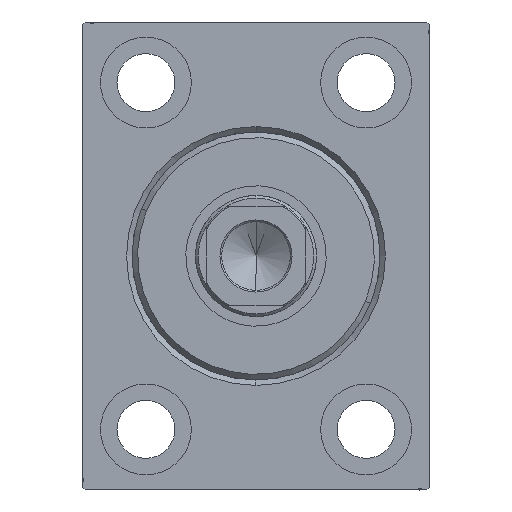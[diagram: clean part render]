
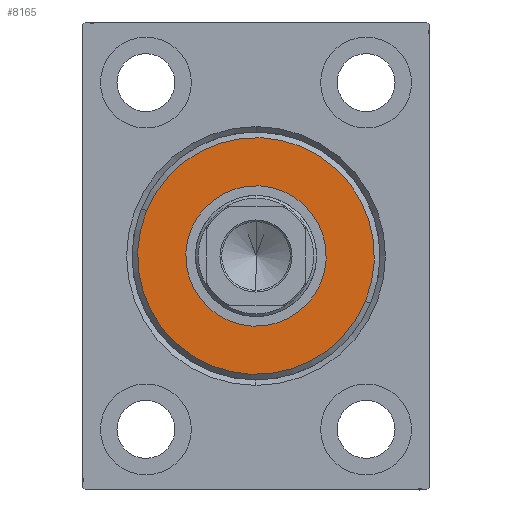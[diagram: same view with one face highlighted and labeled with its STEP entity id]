
A CAD part, left-side view. The second image highlights one B-rep face of the part: STEP entity #8165.
In plain terms, the highlighted face is planar.
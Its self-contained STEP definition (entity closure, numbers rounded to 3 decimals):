
#1246 = VERTEX_POINT ( 'NONE', #12880 ) ;
#1608 = ORIENTED_EDGE ( 'NONE', *, *, #41135, .T. ) ;
#1798 = AXIS2_PLACEMENT_3D ( 'NONE', #13119, #37500, #40876 ) ;
#4623 = CIRCLE ( 'NONE', #15425, 21.5 ) ;
#6618 = DIRECTION ( 'NONE',  ( -1., 0., 0. ) ) ;
#7941 = DIRECTION ( 'NONE',  ( -1., 0., 0. ) ) ;
#8165 = ADVANCED_FACE ( 'NONE', ( #26606, #36978 ), #31732, .T. ) ;
#10639 = DIRECTION ( 'NONE',  ( 1., 0., 0. ) ) ;
#11312 = DIRECTION ( 'NONE',  ( 0., 0., -1. ) ) ;
#12880 = CARTESIAN_POINT ( 'NONE',  ( 3., 0., 21.5 ) ) ;
#13119 = CARTESIAN_POINT ( 'NONE',  ( 3., 0., 0. ) ) ;
#13238 = CARTESIAN_POINT ( 'NONE',  ( 3., 0., -12.75 ) ) ;
#13491 = CIRCLE ( 'NONE', #19248, 12.75 ) ;
#14254 = DIRECTION ( 'NONE',  ( 0., 0., -1. ) ) ;
#14268 = CARTESIAN_POINT ( 'NONE',  ( 3., 0., 0. ) ) ;
#15264 = EDGE_LOOP ( 'NONE', ( #1608, #26403 ) ) ;
#15425 = AXIS2_PLACEMENT_3D ( 'NONE', #41557, #10639, #14254 ) ;
#17493 = EDGE_LOOP ( 'NONE', ( #17846, #28119 ) ) ;
#17846 = ORIENTED_EDGE ( 'NONE', *, *, #33928, .T. ) ;
#19248 = AXIS2_PLACEMENT_3D ( 'NONE', #23776, #6618, #20605 ) ;
#20605 = DIRECTION ( 'NONE',  ( 0., 0., -1. ) ) ;
#21850 = AXIS2_PLACEMENT_3D ( 'NONE', #14268, #7941, #11312 ) ;
#23063 = CARTESIAN_POINT ( 'NONE',  ( 3., 0., 12.75 ) ) ;
#23384 = VERTEX_POINT ( 'NONE', #13238 ) ;
#23776 = CARTESIAN_POINT ( 'NONE',  ( 3., 0., 0. ) ) ;
#24141 = CARTESIAN_POINT ( 'NONE',  ( 3., 0., 0. ) ) ;
#24656 = EDGE_CURVE ( 'NONE', #23384, #28999, #38436, .T. ) ;
#26403 = ORIENTED_EDGE ( 'NONE', *, *, #24656, .T. ) ;
#26606 = FACE_OUTER_BOUND ( 'NONE', #17493, .T. ) ;
#28110 = EDGE_CURVE ( 'NONE', #34861, #1246, #4623, .T. ) ;
#28119 = ORIENTED_EDGE ( 'NONE', *, *, #28110, .T. ) ;
#28999 = VERTEX_POINT ( 'NONE', #23063 ) ;
#31732 = PLANE ( 'NONE',  #33053 ) ;
#33053 = AXIS2_PLACEMENT_3D ( 'NONE', #24141, #44430, #38725 ) ;
#33928 = EDGE_CURVE ( 'NONE', #1246, #34861, #39269, .T. ) ;
#34411 = CARTESIAN_POINT ( 'NONE',  ( 3., 0., -21.5 ) ) ;
#34861 = VERTEX_POINT ( 'NONE', #34411 ) ;
#36978 = FACE_BOUND ( 'NONE', #15264, .T. ) ;
#37500 = DIRECTION ( 'NONE',  ( 1., 0., 0. ) ) ;
#38436 = CIRCLE ( 'NONE', #21850, 12.75 ) ;
#38725 = DIRECTION ( 'NONE',  ( 0., 0., -1. ) ) ;
#39269 = CIRCLE ( 'NONE', #1798, 21.5 ) ;
#40876 = DIRECTION ( 'NONE',  ( 0., 0., -1. ) ) ;
#41135 = EDGE_CURVE ( 'NONE', #28999, #23384, #13491, .T. ) ;
#41557 = CARTESIAN_POINT ( 'NONE',  ( 3., 0., 0. ) ) ;
#44430 = DIRECTION ( 'NONE',  ( 1., 0., 0. ) ) ;
